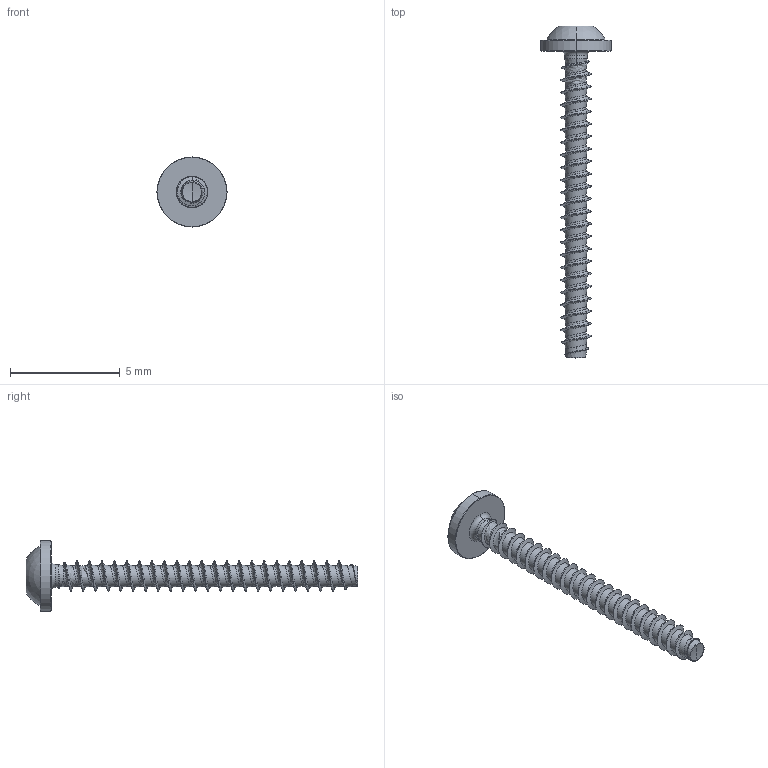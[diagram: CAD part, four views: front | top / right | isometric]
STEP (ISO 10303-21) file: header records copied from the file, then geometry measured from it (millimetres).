
FILE_DESCRIPTION (( 'STEP AP203' ), '1' );
FILE_NAME ('STP380140140.STEP', '2017-08-15T17:07:05', ( '' ), ( '' ), 'SwSTEP 2.0', 'SolidWorks 2015', '' );
FILE_SCHEMA (( 'CONFIG_CONTROL_DESIGN' ));
Length unit declared in the file: millimetre
Products named in the file (1): STP380140140
Bounding box: 3.2 x 15.15 x 3.2 mm (x, y, z)
Volume: 17.4 mm3; surface area: 96 mm2
Topology: 1 solids, 1 shells, 132 faces, 341 edges, 212 vertices
Faces by surface type: cylinder 72, bspline 35, cone 10, torus 8, sphere 4, plane 3
Entity records: 31914 total; most frequent: CARTESIAN_POINT 29140, ORIENTED_EDGE 678, DIRECTION 414, EDGE_CURVE 339, VERTEX_POINT 212, AXIS2_PLACEMENT_3D 164, B_SPLINE_CURVE_WITH_KNOTS 139, EDGE_LOOP 135
